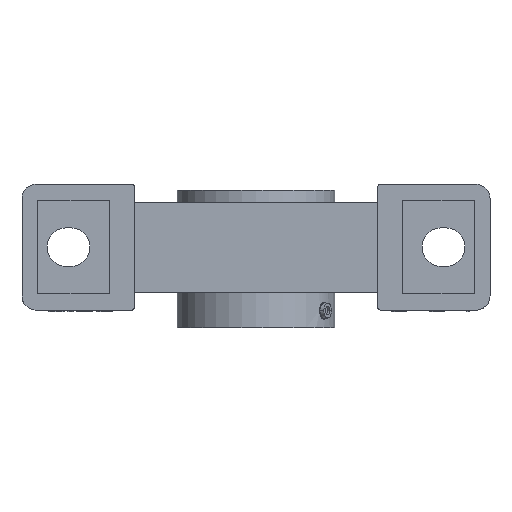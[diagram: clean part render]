
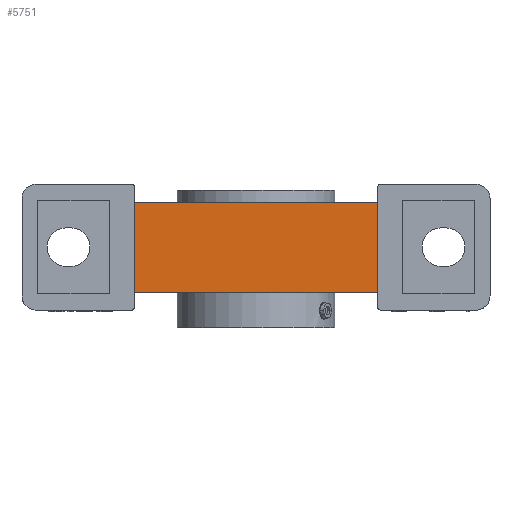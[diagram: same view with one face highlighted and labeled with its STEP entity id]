
A CAD part, front view. The second image highlights one B-rep face of the part: STEP entity #5751.
In plain terms, the highlighted planar face has unit normal (0, -1, 0).
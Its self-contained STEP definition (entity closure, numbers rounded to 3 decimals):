
#359=DIRECTION('',(-1.,0.,0.));
#360=VECTOR('',#359,170.);
#361=CARTESIAN_POINT('',(85.,-96.,-31.364));
#362=LINE('',#361,#360);
#596=DIRECTION('',(-1.,0.,0.));
#597=VECTOR('',#596,170.);
#598=CARTESIAN_POINT('',(85.,-96.,31.364));
#599=LINE('',#598,#597);
#664=DIRECTION('',(0.,0.,-1.));
#665=VECTOR('',#664,62.727);
#666=CARTESIAN_POINT('',(85.,-96.,31.364));
#667=LINE('',#666,#665);
#3400=DIRECTION('',(0.,0.,-1.));
#3401=VECTOR('',#3400,62.727);
#3402=CARTESIAN_POINT('',(-85.,-96.,31.364));
#3403=LINE('',#3402,#3401);
#5011=CARTESIAN_POINT('',(85.,-96.,31.364));
#5012=CARTESIAN_POINT('',(-85.,-96.,31.364));
#5013=VERTEX_POINT('',#5011);
#5014=VERTEX_POINT('',#5012);
#5015=CARTESIAN_POINT('',(85.,-96.,-31.364));
#5016=CARTESIAN_POINT('',(-85.,-96.,-31.364));
#5017=VERTEX_POINT('',#5015);
#5018=VERTEX_POINT('',#5016);
#5738=CARTESIAN_POINT('',(85.,-96.,86.485));
#5739=DIRECTION('',(0.,1.,0.));
#5740=DIRECTION('',(-1.,0.,0.));
#5741=AXIS2_PLACEMENT_3D('',#5738,#5739,#5740);
#5742=PLANE('',#5741);
#5743=ORIENTED_EDGE('',*,*,#5658,.F.);
#5745=ORIENTED_EDGE('',*,*,#5744,.T.);
#5746=ORIENTED_EDGE('',*,*,#5457,.T.);
#5748=ORIENTED_EDGE('',*,*,#5747,.F.);
#5749=EDGE_LOOP('',(#5743,#5745,#5746,#5748));
#5750=FACE_OUTER_BOUND('',#5749,.F.);
#5751=ADVANCED_FACE('',(#5750),#5742,.F.);
#5457=EDGE_CURVE('',#5017,#5018,#362,.T.);
#5658=EDGE_CURVE('',#5013,#5014,#599,.T.);
#5744=EDGE_CURVE('',#5013,#5017,#667,.T.);
#5747=EDGE_CURVE('',#5014,#5018,#3403,.T.);
